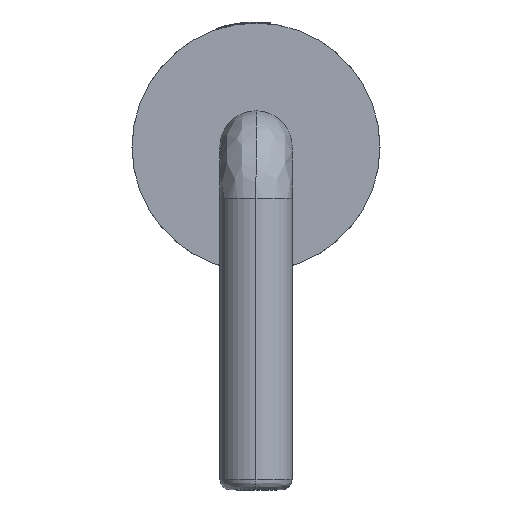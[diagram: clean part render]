
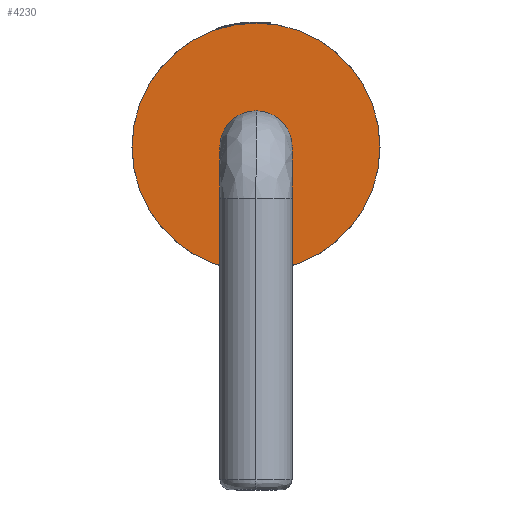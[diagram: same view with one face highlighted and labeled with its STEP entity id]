
A CAD part, left-side view. The second image highlights one B-rep face of the part: STEP entity #4230.
In plain terms, the highlighted planar face has unit normal (-1, 0, 0).
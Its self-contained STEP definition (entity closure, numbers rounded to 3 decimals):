
#404 = AXIS2_PLACEMENT_3D ( 'NONE', #1997, #5780, #2547 ) ;
#688 = CARTESIAN_POINT ( 'NONE',  ( -2.5, 0., 1.32 ) ) ;
#711 = EDGE_CURVE ( 'NONE', #5349, #1313, #5947, .T. ) ;
#887 = CIRCLE ( 'NONE', #6506, 0.35 ) ;
#935 = DIRECTION ( 'NONE',  ( -1., 0., 0. ) ) ;
#1254 = DIRECTION ( 'NONE',  ( 0., 0., -1. ) ) ;
#1306 = FACE_BOUND ( 'NONE', #6026, .T. ) ;
#1310 = ORIENTED_EDGE ( 'NONE', *, *, #2402, .F. ) ;
#1313 = VERTEX_POINT ( 'NONE', #6595 ) ;
#1422 = ORIENTED_EDGE ( 'NONE', *, *, #3813, .F. ) ;
#1545 = CARTESIAN_POINT ( 'NONE',  ( -2.5, 0., 0.97 ) ) ;
#1582 = CARTESIAN_POINT ( 'NONE',  ( -2.5, 0., 2.52 ) ) ;
#1774 = DIRECTION ( 'NONE',  ( 1., 0., 0. ) ) ;
#1997 = CARTESIAN_POINT ( 'NONE',  ( -2.5, 0., 1.32 ) ) ;
#2038 = VERTEX_POINT ( 'NONE', #4895 ) ;
#2125 = AXIS2_PLACEMENT_3D ( 'NONE', #688, #4486, #1254 ) ;
#2402 = EDGE_CURVE ( 'NONE', #4567, #2038, #5850, .T. ) ;
#2547 = DIRECTION ( 'NONE',  ( 0., 0., -1. ) ) ;
#2629 = CARTESIAN_POINT ( 'NONE',  ( -2.5, 0., 1.32 ) ) ;
#2748 = FACE_OUTER_BOUND ( 'NONE', #3441, .T. ) ;
#3085 = AXIS2_PLACEMENT_3D ( 'NONE', #4177, #935, #4722 ) ;
#3195 = DIRECTION ( 'NONE',  ( 0., 0., 1. ) ) ;
#3437 = ORIENTED_EDGE ( 'NONE', *, *, #711, .F. ) ;
#3441 = EDGE_LOOP ( 'NONE', ( #4258, #1310 ) ) ;
#3813 = EDGE_CURVE ( 'NONE', #1313, #5349, #887, .T. ) ;
#3931 = PLANE ( 'NONE',  #2125 ) ;
#4177 = CARTESIAN_POINT ( 'NONE',  ( -2.5, 0., 1.32 ) ) ;
#4227 = EDGE_CURVE ( 'NONE', #2038, #4567, #5433, .T. ) ;
#4230 = ADVANCED_FACE ( 'NONE', ( #1306, #2748 ), #3931, .F. ) ;
#4258 = ORIENTED_EDGE ( 'NONE', *, *, #4227, .F. ) ;
#4486 = DIRECTION ( 'NONE',  ( 1., 0., 0. ) ) ;
#4567 = VERTEX_POINT ( 'NONE', #1582 ) ;
#4722 = DIRECTION ( 'NONE',  ( 0., 0., 1. ) ) ;
#4895 = CARTESIAN_POINT ( 'NONE',  ( -2.5, 0., 0.12 ) ) ;
#5002 = CARTESIAN_POINT ( 'NONE',  ( -2.5, 0., 1.32 ) ) ;
#5349 = VERTEX_POINT ( 'NONE', #1545 ) ;
#5433 = CIRCLE ( 'NONE', #6229, 1.2 ) ;
#5537 = DIRECTION ( 'NONE',  ( 0., 0., -1. ) ) ;
#5780 = DIRECTION ( 'NONE',  ( 1., 0., 0. ) ) ;
#5850 = CIRCLE ( 'NONE', #404, 1.2 ) ;
#5947 = CIRCLE ( 'NONE', #3085, 0.35 ) ;
#6026 = EDGE_LOOP ( 'NONE', ( #1422, #3437 ) ) ;
#6229 = AXIS2_PLACEMENT_3D ( 'NONE', #5002, #1774, #5537 ) ;
#6395 = DIRECTION ( 'NONE',  ( -1., 0., 0. ) ) ;
#6506 = AXIS2_PLACEMENT_3D ( 'NONE', #2629, #6395, #3195 ) ;
#6595 = CARTESIAN_POINT ( 'NONE',  ( -2.5, 0., 1.67 ) ) ;
